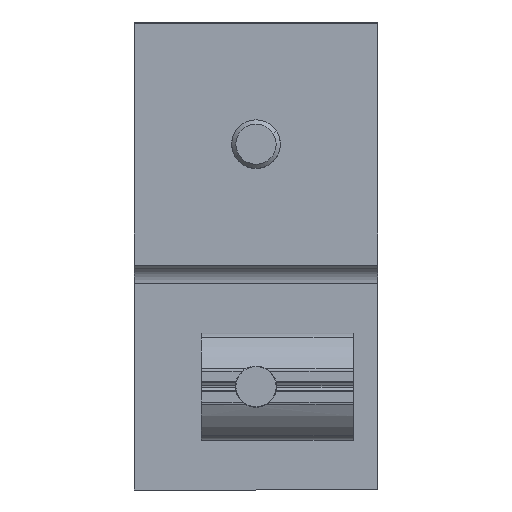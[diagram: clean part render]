
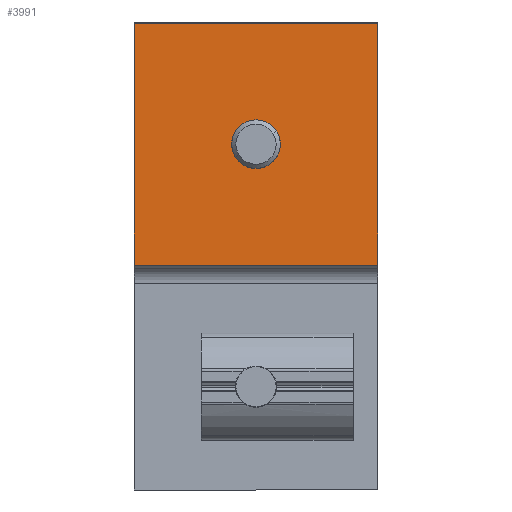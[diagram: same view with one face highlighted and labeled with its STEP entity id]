
A CAD part, front view. The second image highlights one B-rep face of the part: STEP entity #3991.
In plain terms, the highlighted planar face has unit normal (0, -1, 0).
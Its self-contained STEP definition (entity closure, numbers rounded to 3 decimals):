
#29 = DIRECTION ( 'NONE',  ( 0., 1., 0. ) ) ;
#351 = DIRECTION ( 'NONE',  ( 0., 0., -1. ) ) ;
#481 = CARTESIAN_POINT ( 'NONE',  ( 0., -27.55, 19.9 ) ) ;
#515 = LINE ( 'NONE', #3596, #1768 ) ;
#635 = CIRCLE ( 'NONE', #2560, 4. ) ;
#684 = ORIENTED_EDGE ( 'NONE', *, *, #3859, .T. ) ;
#728 = CARTESIAN_POINT ( 'NONE',  ( 0., -27.55, 19.9 ) ) ;
#843 = LINE ( 'NONE', #2598, #3658 ) ;
#974 = CARTESIAN_POINT ( 'NONE',  ( 0., -27.55, 19.9 ) ) ;
#1071 = EDGE_LOOP ( 'NONE', ( #4584, #4173, #4705, #3024 ) ) ;
#1082 = CARTESIAN_POINT ( 'NONE',  ( 0., -27.55, 15.9 ) ) ;
#1086 = EDGE_CURVE ( 'NONE', #5063, #5554, #843, .T. ) ;
#1112 = VECTOR ( 'NONE', #1630, 1000. ) ;
#1168 = DIRECTION ( 'NONE',  ( -1., 0., 0. ) ) ;
#1180 = ORIENTED_EDGE ( 'NONE', *, *, #4107, .T. ) ;
#1278 = CARTESIAN_POINT ( 'NONE',  ( 20., -27.55, 19.9 ) ) ;
#1382 = AXIS2_PLACEMENT_3D ( 'NONE', #728, #1672, #2469 ) ;
#1582 = CARTESIAN_POINT ( 'NONE',  ( 20., -27.55, 0. ) ) ;
#1630 = DIRECTION ( 'NONE',  ( 0., 0., 1. ) ) ;
#1672 = DIRECTION ( 'NONE',  ( 0., -1., 0. ) ) ;
#1768 = VECTOR ( 'NONE', #4937, 1000. ) ;
#1813 = DIRECTION ( 'NONE',  ( 0., 0., -1. ) ) ;
#2027 = VERTEX_POINT ( 'NONE', #4929 ) ;
#2086 = DIRECTION ( 'NONE',  ( 0., 0., -1. ) ) ;
#2093 = CIRCLE ( 'NONE', #4996, 4. ) ;
#2146 = VERTEX_POINT ( 'NONE', #1582 ) ;
#2212 = AXIS2_PLACEMENT_3D ( 'NONE', #5705, #3863, #351 ) ;
#2347 = ORIENTED_EDGE ( 'NONE', *, *, #2941, .T. ) ;
#2469 = DIRECTION ( 'NONE',  ( 0., 0., -1. ) ) ;
#2560 = AXIS2_PLACEMENT_3D ( 'NONE', #481, #29, #1813 ) ;
#2598 = CARTESIAN_POINT ( 'NONE',  ( 0., -27.55, 39.8 ) ) ;
#2699 = EDGE_CURVE ( 'NONE', #2146, #5063, #5204, .T. ) ;
#2737 = VERTEX_POINT ( 'NONE', #3327 ) ;
#2941 = EDGE_CURVE ( 'NONE', #2737, #3608, #5103, .T. ) ;
#2963 = CARTESIAN_POINT ( 'NONE',  ( -20., -27.55, 19.9 ) ) ;
#3024 = ORIENTED_EDGE ( 'NONE', *, *, #2699, .T. ) ;
#3170 = CARTESIAN_POINT ( 'NONE',  ( -20., -27.55, 0. ) ) ;
#3195 = EDGE_CURVE ( 'NONE', #5554, #4549, #4321, .T. ) ;
#3327 = CARTESIAN_POINT ( 'NONE',  ( 4., -27.55, 19.9 ) ) ;
#3452 = FACE_BOUND ( 'NONE', #5046, .T. ) ;
#3596 = CARTESIAN_POINT ( 'NONE',  ( 0., -27.55, 0. ) ) ;
#3608 = VERTEX_POINT ( 'NONE', #1082 ) ;
#3658 = VECTOR ( 'NONE', #1168, 1000. ) ;
#3797 = VECTOR ( 'NONE', #2086, 1000. ) ;
#3859 = EDGE_CURVE ( 'NONE', #3608, #2027, #2093, .T. ) ;
#3863 = DIRECTION ( 'NONE',  ( 0., 1., 0. ) ) ;
#3885 = FACE_OUTER_BOUND ( 'NONE', #1071, .T. ) ;
#3991 = ADVANCED_FACE ( 'NONE', ( #3885, #3452 ), #4302, .T. ) ;
#4107 = EDGE_CURVE ( 'NONE', #2027, #2737, #635, .T. ) ;
#4173 = ORIENTED_EDGE ( 'NONE', *, *, #3195, .T. ) ;
#4277 = CARTESIAN_POINT ( 'NONE',  ( -20., -27.55, 39.8 ) ) ;
#4302 = PLANE ( 'NONE',  #1382 ) ;
#4321 = LINE ( 'NONE', #2963, #3797 ) ;
#4435 = CARTESIAN_POINT ( 'NONE',  ( 20., -27.55, 39.8 ) ) ;
#4549 = VERTEX_POINT ( 'NONE', #3170 ) ;
#4584 = ORIENTED_EDGE ( 'NONE', *, *, #1086, .T. ) ;
#4705 = ORIENTED_EDGE ( 'NONE', *, *, #5312, .T. ) ;
#4929 = CARTESIAN_POINT ( 'NONE',  ( -4., -27.55, 19.9 ) ) ;
#4937 = DIRECTION ( 'NONE',  ( 1., 0., 0. ) ) ;
#4996 = AXIS2_PLACEMENT_3D ( 'NONE', #974, #5043, #5450 ) ;
#5043 = DIRECTION ( 'NONE',  ( 0., 1., 0. ) ) ;
#5046 = EDGE_LOOP ( 'NONE', ( #2347, #684, #1180 ) ) ;
#5063 = VERTEX_POINT ( 'NONE', #4435 ) ;
#5103 = CIRCLE ( 'NONE', #2212, 4. ) ;
#5204 = LINE ( 'NONE', #1278, #1112 ) ;
#5312 = EDGE_CURVE ( 'NONE', #4549, #2146, #515, .T. ) ;
#5450 = DIRECTION ( 'NONE',  ( 0., 0., -1. ) ) ;
#5554 = VERTEX_POINT ( 'NONE', #4277 ) ;
#5705 = CARTESIAN_POINT ( 'NONE',  ( 0., -27.55, 19.9 ) ) ;
